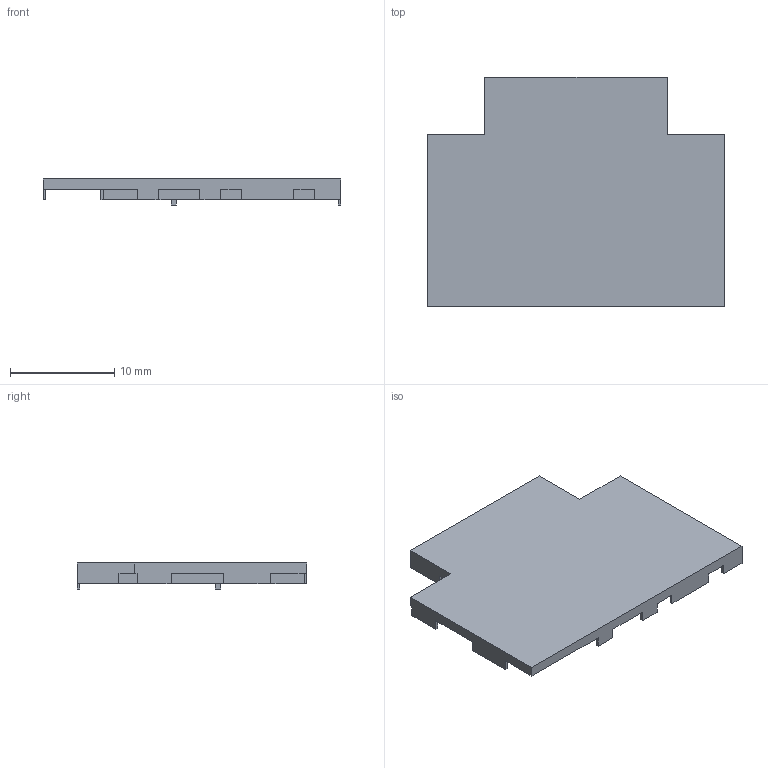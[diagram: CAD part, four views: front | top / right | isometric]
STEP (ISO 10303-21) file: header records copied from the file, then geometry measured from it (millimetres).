
FILE_DESCRIPTION(('FreeCAD Model'),'2;1');
FILE_NAME('Open CASCADE Shape Model','2023-01-12T10:22:00',(''),(''), 'Open CASCADE STEP processor 7.6','FreeCAD','Unknown');
FILE_SCHEMA(('AUTOMOTIVE_DESIGN { 1 0 10303 214 1 1 1 1 }'));
Length unit declared in the file: millimetre
Products named in the file (1): Body
Bounding box: 28.5 x 22 x 2.5 mm (x, y, z)
Volume: 177.4 mm3; surface area: 1447.7 mm2
Topology: 1 solids, 1 shells, 57 faces, 153 edges, 98 vertices
Faces by surface type: plane 57
Entity records: 3742 total; most frequent: CARTESIAN_POINT 615, DIRECTION 575, LINE 459, VECTOR 459, ORIENTED_EDGE 306, PCURVE 306, DEFINITIONAL_REPRESENTATION 306, EDGE_CURVE 153
